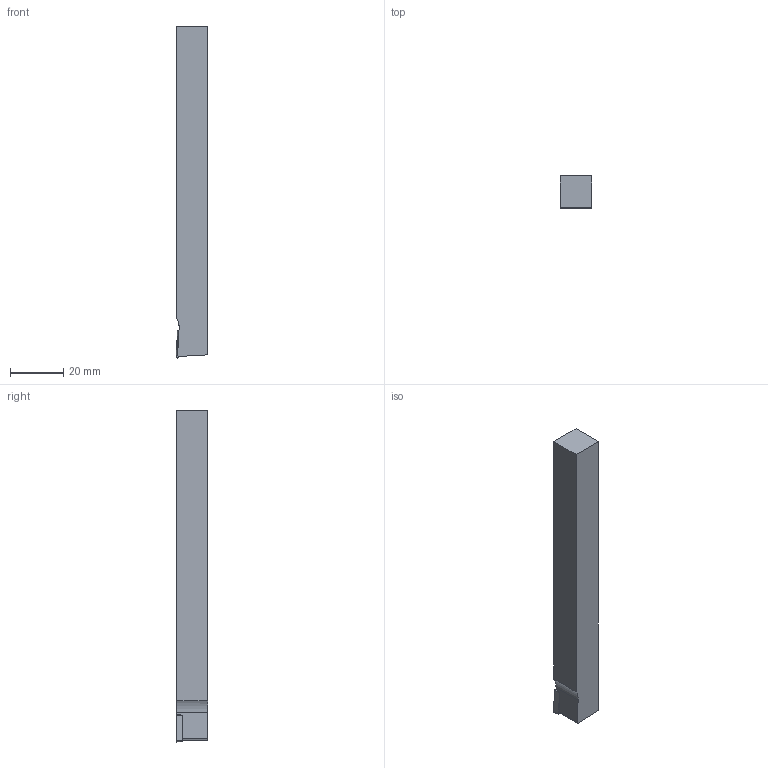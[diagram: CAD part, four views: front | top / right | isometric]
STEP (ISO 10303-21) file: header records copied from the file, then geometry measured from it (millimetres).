
FILE_DESCRIPTION(/* description */ (''),/* implementation_level */ '2;1');
FILE_NAME(/* name */ '1685608802752.stp',/* time_stamp */ '2023-06-01T14:10:11+06:00',/* author */ (''),/* organization */ ('SMS'),/* preprocessor_version */ 'ST-DEVELOPER v16.7',/* originating_system */ 'SIEMENS PLM Software NX 12.0',/* authorisation */ '');
FILE_SCHEMA (('AUTOMOTIVE_DESIGN { 1 0 10303 214 3 1 1 1 }'));
Length unit declared in the file: millimetre
Products named in the file (4): ASSEMBLY_CONSTRUCTION; IsoTurningInsert; 204758962mod000_00; 204758961mod000_00
Assembly tree (3 placements, depth 2):
  204758961mod000_00
    204758962mod000_00
    IsoTurningInsert
    ASSEMBLY_CONSTRUCTION
Bounding box: 11.95 x 12 x 125 mm (x, y, z)
Volume: 17535.2 mm3; surface area: 6393.9 mm2
Topology: 2 solids, 2 shells, 36 faces, 89 edges, 66 vertices
Faces by surface type: plane 19, cone 7, cylinder 5, torus 4, sphere 1
Full cylindrical faces by diameter (mm): 2.8 x2, 3.45 x1
Entity records: 1196 total; most frequent: CARTESIAN_POINT 202, DIRECTION 194, ORIENTED_EDGE 146, AXIS2_PLACEMENT_3D 75, EDGE_CURVE 73, VERTEX_POINT 53, EDGE_LOOP 50, LINE 44
